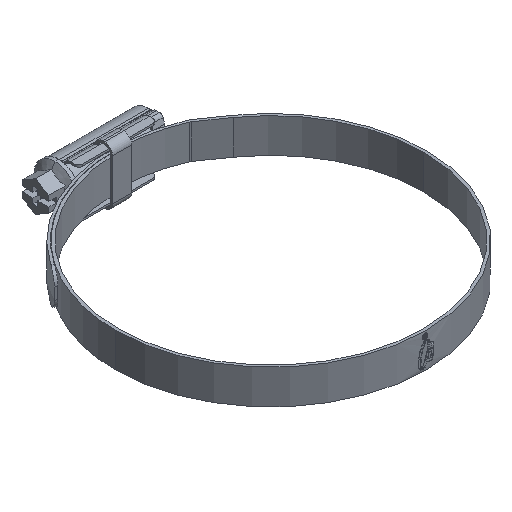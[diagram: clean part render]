
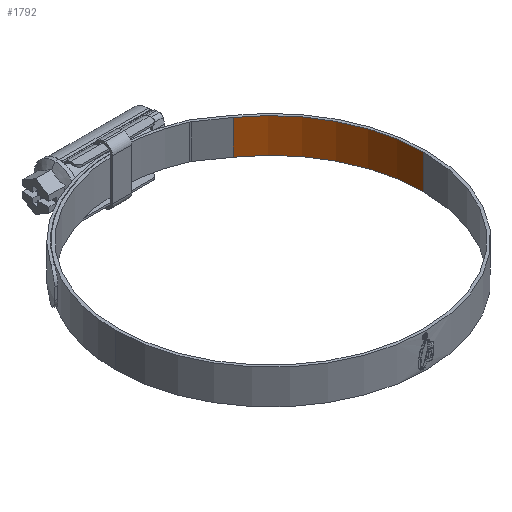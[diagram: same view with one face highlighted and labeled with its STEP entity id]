
A CAD part, isometric view. The second image highlights one B-rep face of the part: STEP entity #1792.
In plain terms, the highlighted cylindrical face has radius 40 mm (diameter 80 mm), a partial arc.
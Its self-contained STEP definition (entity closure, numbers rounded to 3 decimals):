
#103 = VECTOR ( 'NONE', #4820, 1000. ) ;
#412 = AXIS2_PLACEMENT_3D ( 'NONE', #5333, #8260, #6126 ) ;
#457 = EDGE_CURVE ( 'NONE', #8887, #3067, #9364, .T. ) ;
#535 = VERTEX_POINT ( 'NONE', #5737 ) ;
#723 = DIRECTION ( 'NONE',  ( 1., 0., 0. ) ) ;
#761 = AXIS2_PLACEMENT_3D ( 'NONE', #3212, #2446, #6685 ) ;
#1080 = CYLINDRICAL_SURFACE ( 'NONE', #412, 40. ) ;
#1101 = CARTESIAN_POINT ( 'NONE',  ( 40., 0., 4.5 ) ) ;
#1146 = EDGE_CURVE ( 'NONE', #3306, #8887, #5980, .T. ) ;
#1792 = ADVANCED_FACE ( 'NONE', ( #4002 ), #1080, .F. ) ;
#2446 = DIRECTION ( 'NONE',  ( 0., 0., 1. ) ) ;
#2910 = CIRCLE ( 'NONE', #761, 40. ) ;
#3067 = VERTEX_POINT ( 'NONE', #8232 ) ;
#3212 = CARTESIAN_POINT ( 'NONE',  ( 0., 0., -4.5 ) ) ;
#3306 = VERTEX_POINT ( 'NONE', #1101 ) ;
#3485 = EDGE_CURVE ( 'NONE', #3306, #535, #9151, .T. ) ;
#4002 = FACE_OUTER_BOUND ( 'NONE', #7321, .T. ) ;
#4263 = CARTESIAN_POINT ( 'NONE',  ( 22.943, 32.766, 4.5 ) ) ;
#4270 = CARTESIAN_POINT ( 'NONE',  ( 0., 0., 4.5 ) ) ;
#4820 = DIRECTION ( 'NONE',  ( 0., 0., -1. ) ) ;
#5119 = DIRECTION ( 'NONE',  ( 0., 0., -1. ) ) ;
#5333 = CARTESIAN_POINT ( 'NONE',  ( 0., 0., 4.5 ) ) ;
#5346 = ORIENTED_EDGE ( 'NONE', *, *, #6723, .F. ) ;
#5737 = CARTESIAN_POINT ( 'NONE',  ( 40., 0., -4.5 ) ) ;
#5802 = ORIENTED_EDGE ( 'NONE', *, *, #457, .T. ) ;
#5980 = CIRCLE ( 'NONE', #7836, 40. ) ;
#6126 = DIRECTION ( 'NONE',  ( -1., 0., 0. ) ) ;
#6129 = VECTOR ( 'NONE', #5119, 1000. ) ;
#6685 = DIRECTION ( 'NONE',  ( 1., 0., 0. ) ) ;
#6723 = EDGE_CURVE ( 'NONE', #535, #3067, #2910, .T. ) ;
#6895 = ORIENTED_EDGE ( 'NONE', *, *, #1146, .T. ) ;
#7221 = DIRECTION ( 'NONE',  ( 0., 0., 1. ) ) ;
#7321 = EDGE_LOOP ( 'NONE', ( #8144, #6895, #5802, #5346 ) ) ;
#7836 = AXIS2_PLACEMENT_3D ( 'NONE', #4270, #7221, #723 ) ;
#7998 = CARTESIAN_POINT ( 'NONE',  ( 22.943, 32.766, 4.5 ) ) ;
#8144 = ORIENTED_EDGE ( 'NONE', *, *, #3485, .F. ) ;
#8232 = CARTESIAN_POINT ( 'NONE',  ( 22.943, 32.766, -4.5 ) ) ;
#8260 = DIRECTION ( 'NONE',  ( 0., 0., -1. ) ) ;
#8405 = CARTESIAN_POINT ( 'NONE',  ( 40., 0., 4.5 ) ) ;
#8887 = VERTEX_POINT ( 'NONE', #4263 ) ;
#9151 = LINE ( 'NONE', #8405, #103 ) ;
#9364 = LINE ( 'NONE', #7998, #6129 ) ;
